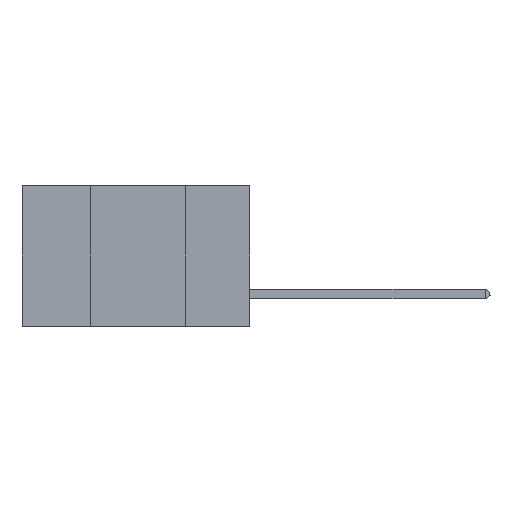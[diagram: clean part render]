
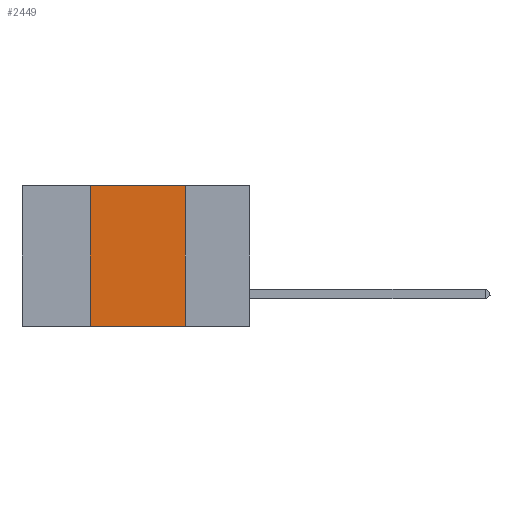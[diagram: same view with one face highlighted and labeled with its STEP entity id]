
A CAD part, left-side view. The second image highlights one B-rep face of the part: STEP entity #2449.
In plain terms, the highlighted planar face has unit normal (-1, 0, 0).
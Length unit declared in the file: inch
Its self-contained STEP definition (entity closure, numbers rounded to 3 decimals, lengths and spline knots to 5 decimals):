
#463 = LINE ( 'NONE', #10221, #17908 ) ;
#811 = LINE ( 'NONE', #18646, #11107 ) ;
#2121 = CARTESIAN_POINT ( 'NONE',  ( 0., 0.17, 0. ) ) ;
#2448 = VECTOR ( 'NONE', #16057, 39.37008 ) ;
#2449 = ADVANCED_FACE ( 'NONE', ( #18632 ), #14934, .F. ) ;
#3592 = DIRECTION ( 'NONE',  ( 0., -1., 0. ) ) ;
#4094 = VERTEX_POINT ( 'NONE', #13205 ) ;
#4367 = CARTESIAN_POINT ( 'NONE',  ( 0., 0.42, 0. ) ) ;
#5089 = CARTESIAN_POINT ( 'NONE',  ( 0., 0.42, -0.37 ) ) ;
#5566 = ORIENTED_EDGE ( 'NONE', *, *, #11596, .F. ) ;
#6037 = EDGE_LOOP ( 'NONE', ( #5566, #6846, #11204, #18369 ) ) ;
#6320 = VERTEX_POINT ( 'NONE', #10798 ) ;
#6846 = ORIENTED_EDGE ( 'NONE', *, *, #13195, .F. ) ;
#8968 = EDGE_CURVE ( 'NONE', #9563, #4094, #811, .T. ) ;
#9563 = VERTEX_POINT ( 'NONE', #5089 ) ;
#9740 = VECTOR ( 'NONE', #12093, 39.37008 ) ;
#10221 = CARTESIAN_POINT ( 'NONE',  ( 0., 0.6, 0. ) ) ;
#10617 = AXIS2_PLACEMENT_3D ( 'NONE', #20021, #20709, #18274 ) ;
#10789 = VERTEX_POINT ( 'NONE', #4367 ) ;
#10798 = CARTESIAN_POINT ( 'NONE',  ( 0., 0.17, 0. ) ) ;
#11107 = VECTOR ( 'NONE', #20625, 39.37008 ) ;
#11204 = ORIENTED_EDGE ( 'NONE', *, *, #17935, .F. ) ;
#11596 = EDGE_CURVE ( 'NONE', #6320, #4094, #14278, .T. ) ;
#12093 = DIRECTION ( 'NONE',  ( 0., 0., -1. ) ) ;
#13195 = EDGE_CURVE ( 'NONE', #10789, #6320, #463, .T. ) ;
#13205 = CARTESIAN_POINT ( 'NONE',  ( 0., 0.17, -0.37 ) ) ;
#14278 = LINE ( 'NONE', #2121, #9740 ) ;
#14934 = PLANE ( 'NONE',  #10617 ) ;
#16057 = DIRECTION ( 'NONE',  ( 0., 0., 1. ) ) ;
#17819 = CARTESIAN_POINT ( 'NONE',  ( 0., 0.42, 0. ) ) ;
#17908 = VECTOR ( 'NONE', #3592, 39.37008 ) ;
#17935 = EDGE_CURVE ( 'NONE', #9563, #10789, #20432, .T. ) ;
#18274 = DIRECTION ( 'NONE',  ( 0., 0., -1. ) ) ;
#18369 = ORIENTED_EDGE ( 'NONE', *, *, #8968, .T. ) ;
#18632 = FACE_OUTER_BOUND ( 'NONE', #6037, .T. ) ;
#18646 = CARTESIAN_POINT ( 'NONE',  ( 0., 0.6, -0.37 ) ) ;
#20021 = CARTESIAN_POINT ( 'NONE',  ( 0., 0.6, 0. ) ) ;
#20432 = LINE ( 'NONE', #17819, #2448 ) ;
#20625 = DIRECTION ( 'NONE',  ( 0., -1., 0. ) ) ;
#20709 = DIRECTION ( 'NONE',  ( 1., 0., 0. ) ) ;
